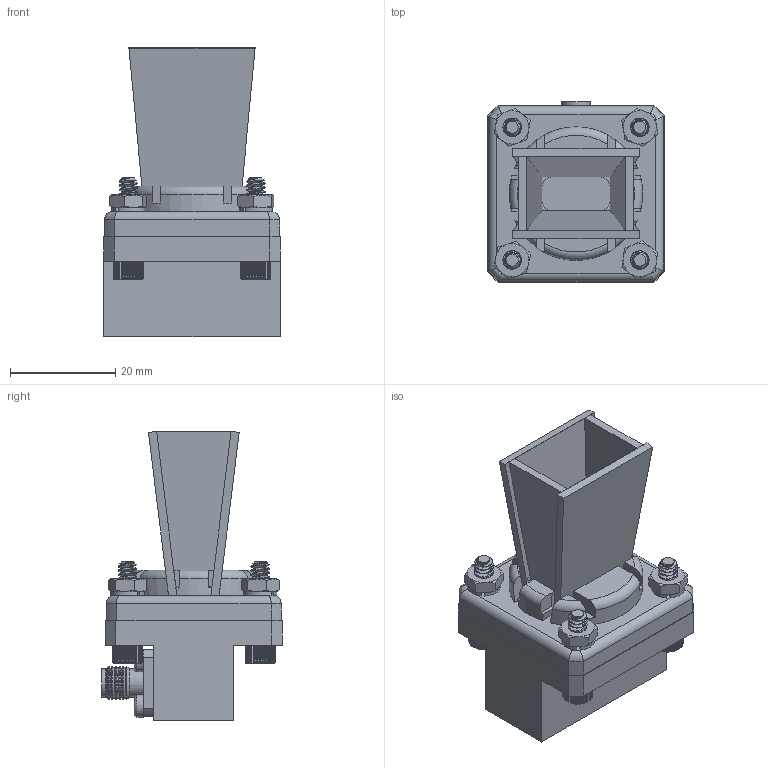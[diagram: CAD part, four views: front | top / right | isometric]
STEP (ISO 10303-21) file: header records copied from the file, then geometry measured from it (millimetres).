
FILE_DESCRIPTION (( 'STEP AP214' ), '1' );
FILE_NAME ('FM9853B-SF-10_3D.STEP', '2021-01-06T20:02:33', ( '' ), ( '' ), 'SwSTEP 2.0', 'SolidWorks 2018', '' );
FILE_SCHEMA (( 'AUTOMOTIVE_DESIGN' ));
Length unit declared in the file: inch
Products named in the file (11): PE9828; 6-32HN-NARROW_90730A007; PE9853B-10; PE9828_Body; PE9828_sma; PE9828_mounting plate; PE9828_screw; PE9828_SMA; 6-LW; 6-32SH-HXx.625_92196A150; FM9853B-SF-10_3D
Assembly tree (22 placements, depth 4):
  FM9853B-SF-10_3D
    PE9828
      PE9828_SMA
        PE9828_screw  x4
        PE9828_mounting plate
        PE9828_sma
      PE9828_Body
    PE9853B-10
    6-32SH-HXx.625_92196A150  x4
    6-32HN-NARROW_90730A007  x4
    6-LW  x4
Bounding box: 33.66 x 34.35 x 55.02 mm (x, y, z)
Volume: 21561.7 mm3; surface area: 15644.9 mm2
Topology: 20 solids, 20 shells, 1207 faces, 2838 edges, 1682 vertices
Faces by surface type: plane 740, cone 345, cylinder 84, bspline 26, torus 12
Full cylindrical faces by diameter (mm): 0.95 x1, 2.7 x4, 3.658 x4, 3.7 x4, 4 x1, 4.1 x1, 4.3 x4, 4.6 x1, 5.35 x2, 6.35 x6
Entity records: 17559 total; most frequent: CARTESIAN_POINT 6164, ORIENTED_EDGE 2046, DIRECTION 1839, EDGE_CURVE 1023, AXIS2_PLACEMENT_3D 679, VERTEX_POINT 644, EDGE_LOOP 525, LINE 481
